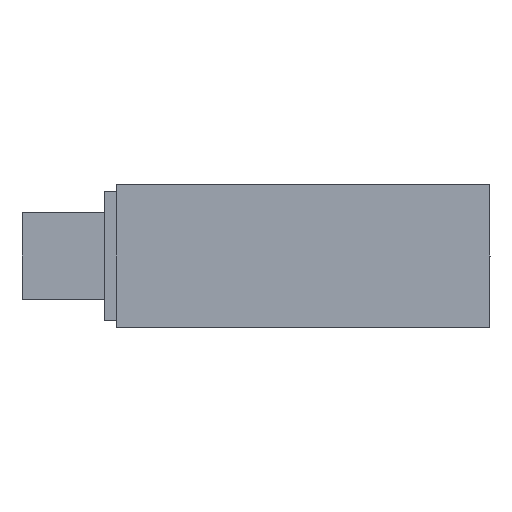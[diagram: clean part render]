
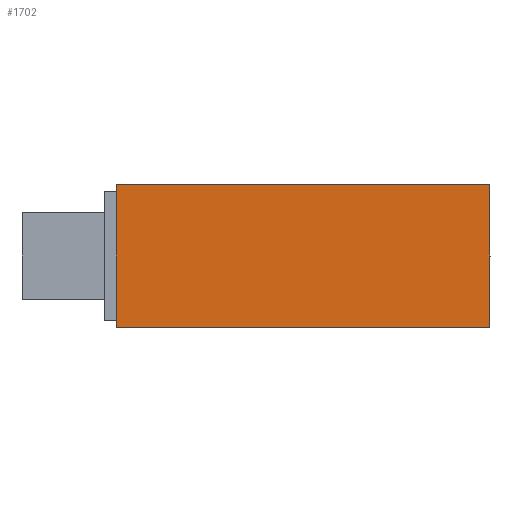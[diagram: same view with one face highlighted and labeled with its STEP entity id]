
A CAD part, front view. The second image highlights one B-rep face of the part: STEP entity #1702.
In plain terms, the highlighted planar face has unit normal (0, -1, 0).
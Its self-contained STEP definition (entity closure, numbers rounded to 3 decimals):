
#41 = VERTEX_POINT ( 'NONE', #465 ) ;
#226 = CARTESIAN_POINT ( 'NONE',  ( 86.3, -28., 33. ) ) ;
#411 = VECTOR ( 'NONE', #2659, 1000. ) ;
#418 = CARTESIAN_POINT ( 'NONE',  ( 86.3, -28., 0. ) ) ;
#446 = LINE ( 'NONE', #2167, #762 ) ;
#465 = CARTESIAN_POINT ( 'NONE',  ( 0., -28., 0. ) ) ;
#505 = ORIENTED_EDGE ( 'NONE', *, *, #1888, .F. ) ;
#525 = EDGE_CURVE ( 'NONE', #2033, #41, #1603, .T. ) ;
#542 = CARTESIAN_POINT ( 'NONE',  ( 86.3, -28., 0. ) ) ;
#550 = AXIS2_PLACEMENT_3D ( 'NONE', #1464, #1701, #2552 ) ;
#730 = DIRECTION ( 'NONE',  ( 0., 0., -1. ) ) ;
#760 = CARTESIAN_POINT ( 'NONE',  ( 0., -28., 33. ) ) ;
#762 = VECTOR ( 'NONE', #1503, 1000. ) ;
#856 = FACE_OUTER_BOUND ( 'NONE', #1745, .T. ) ;
#971 = VERTEX_POINT ( 'NONE', #2141 ) ;
#1084 = DIRECTION ( 'NONE',  ( 0., 0., -1. ) ) ;
#1193 = ORIENTED_EDGE ( 'NONE', *, *, #1390, .T. ) ;
#1205 = VERTEX_POINT ( 'NONE', #418 ) ;
#1254 = EDGE_CURVE ( 'NONE', #2033, #971, #446, .T. ) ;
#1354 = LINE ( 'NONE', #226, #1446 ) ;
#1390 = EDGE_CURVE ( 'NONE', #41, #1205, #1832, .T. ) ;
#1446 = VECTOR ( 'NONE', #1084, 1000. ) ;
#1448 = PLANE ( 'NONE',  #550 ) ;
#1464 = CARTESIAN_POINT ( 'NONE',  ( 86.3, -28., 33. ) ) ;
#1479 = ORIENTED_EDGE ( 'NONE', *, *, #525, .T. ) ;
#1503 = DIRECTION ( 'NONE',  ( 1., 0., 0. ) ) ;
#1526 = ORIENTED_EDGE ( 'NONE', *, *, #1254, .F. ) ;
#1603 = LINE ( 'NONE', #760, #2351 ) ;
#1701 = DIRECTION ( 'NONE',  ( 0., 1., 0. ) ) ;
#1702 = ADVANCED_FACE ( 'NONE', ( #856 ), #1448, .F. ) ;
#1745 = EDGE_LOOP ( 'NONE', ( #1193, #505, #1526, #1479 ) ) ;
#1832 = LINE ( 'NONE', #542, #411 ) ;
#1888 = EDGE_CURVE ( 'NONE', #971, #1205, #1354, .T. ) ;
#2033 = VERTEX_POINT ( 'NONE', #2688 ) ;
#2141 = CARTESIAN_POINT ( 'NONE',  ( 86.3, -28., 33. ) ) ;
#2167 = CARTESIAN_POINT ( 'NONE',  ( 86.3, -28., 33. ) ) ;
#2351 = VECTOR ( 'NONE', #730, 1000. ) ;
#2552 = DIRECTION ( 'NONE',  ( -1., 0., 0. ) ) ;
#2659 = DIRECTION ( 'NONE',  ( 1., 0., 0. ) ) ;
#2688 = CARTESIAN_POINT ( 'NONE',  ( 0., -28., 33. ) ) ;
